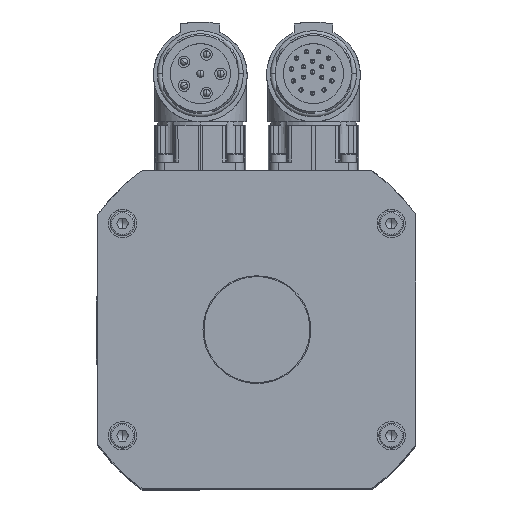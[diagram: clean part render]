
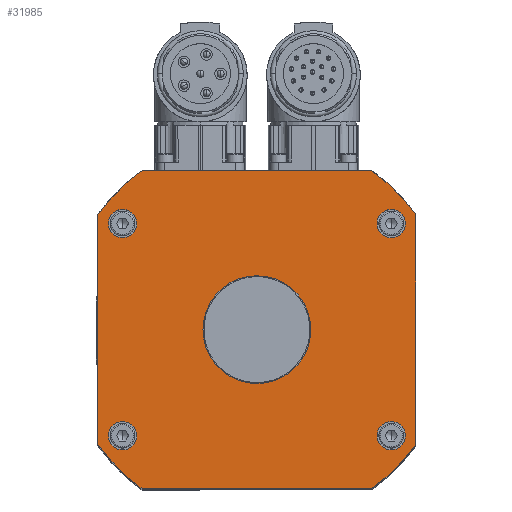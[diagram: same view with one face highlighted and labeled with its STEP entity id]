
A CAD part, top view. The second image highlights one B-rep face of the part: STEP entity #31985.
In plain terms, the highlighted planar face has unit normal (0, 0, 1).
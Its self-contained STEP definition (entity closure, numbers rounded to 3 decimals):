
#10558=CARTESIAN_POINT('',(42.,30.,194.5));
#10559=VERTEX_POINT('',#10558);
#10575=CARTESIAN_POINT('',(34.,30.,194.5));
#10576=VERTEX_POINT('',#10575);
#10583=CARTESIAN_POINT('',(38.,30.,194.5));
#10584=DIRECTION('',(0.0,0.0,-1.0));
#10585=DIRECTION('',(1.0,0.0,0.0));
#10586=AXIS2_PLACEMENT_3D('',#10583,#10584,#10585);
#10587=CIRCLE('',#10586,4.0);
#10588=EDGE_CURVE('',#10559,#10576,#10587,.T.);
#10621=CARTESIAN_POINT('',(-34.,30.,194.5));
#10622=VERTEX_POINT('',#10621);
#10638=CARTESIAN_POINT('',(-42.,30.,194.5));
#10639=VERTEX_POINT('',#10638);
#10646=CARTESIAN_POINT('',(-38.,30.,194.5));
#10647=DIRECTION('',(0.0,0.0,-1.0));
#10648=DIRECTION('',(1.0,0.0,0.0));
#10649=AXIS2_PLACEMENT_3D('',#10646,#10647,#10648);
#10650=CIRCLE('',#10649,4.0);
#10651=EDGE_CURVE('',#10622,#10639,#10650,.T.);
#10684=CARTESIAN_POINT('',(-34.,-30.,194.5));
#10685=VERTEX_POINT('',#10684);
#10701=CARTESIAN_POINT('',(-42.,-30.,194.5));
#10702=VERTEX_POINT('',#10701);
#10709=CARTESIAN_POINT('',(-38.,-30.,194.5));
#10710=DIRECTION('',(0.0,0.0,-1.0));
#10711=DIRECTION('',(1.0,0.0,0.0));
#10712=AXIS2_PLACEMENT_3D('',#10709,#10710,#10711);
#10713=CIRCLE('',#10712,4.0);
#10714=EDGE_CURVE('',#10685,#10702,#10713,.T.);
#10747=CARTESIAN_POINT('',(42.,-30.,194.5));
#10748=VERTEX_POINT('',#10747);
#10764=CARTESIAN_POINT('',(34.,-30.,194.5));
#10765=VERTEX_POINT('',#10764);
#10772=CARTESIAN_POINT('',(38.,-30.,194.5));
#10773=DIRECTION('',(0.0,0.0,-1.0));
#10774=DIRECTION('',(1.0,0.0,0.0));
#10775=AXIS2_PLACEMENT_3D('',#10772,#10773,#10774);
#10776=CIRCLE('',#10775,4.0);
#10777=EDGE_CURVE('',#10748,#10765,#10776,.T.);
#10810=CARTESIAN_POINT('',(15.25,0.,194.5));
#10811=VERTEX_POINT('',#10810);
#10827=CARTESIAN_POINT('',(-15.25,0.,194.5));
#10828=VERTEX_POINT('',#10827);
#10835=CARTESIAN_POINT('',(0.,0.,194.5));
#10836=DIRECTION('',(0.0,0.0,-1.0));
#10837=DIRECTION('',(1.0,0.0,0.0));
#10838=AXIS2_PLACEMENT_3D('',#10835,#10836,#10837);
#10839=CIRCLE('',#10838,15.25);
#10840=EDGE_CURVE('',#10811,#10828,#10839,.T.);
#31860=CARTESIAN_POINT('',(0.,0.,194.5));
#31861=DIRECTION('',(0.0,0.0,-1.0));
#31862=DIRECTION('',(0.0,1.0,0.0));
#31863=AXIS2_PLACEMENT_3D('',#31860,#31861,#31862);
#31864=PLANE('',#31863);
#31865=CARTESIAN_POINT('',(45.,-32.485,194.5));
#31866=VERTEX_POINT('',#31865);
#31867=CARTESIAN_POINT('',(32.485,-45.,194.5));
#31868=VERTEX_POINT('',#31867);
#31869=CARTESIAN_POINT('',(0.,0.,194.5));
#31870=DIRECTION('',(0.,0.,-1.));
#31871=DIRECTION('',(0.585,-0.811,0.));
#31872=AXIS2_PLACEMENT_3D('',#31869,#31870,#31871);
#31873=CIRCLE('',#31872,55.5);
#31874=EDGE_CURVE('',#31866,#31868,#31873,.T.);
#31875=ORIENTED_EDGE('',*,*,#31874,.F.);
#31876=CARTESIAN_POINT('',(45.,32.485,194.5));
#31877=VERTEX_POINT('',#31876);
#31878=CARTESIAN_POINT('',(45.,32.485,194.5));
#31879=DIRECTION('',(0.0,-1.0,0.0));
#31880=VECTOR('',#31879,64.969);
#31881=LINE('',#31878,#31880);
#31882=EDGE_CURVE('',#31877,#31866,#31881,.T.);
#31883=ORIENTED_EDGE('',*,*,#31882,.F.);
#31884=CARTESIAN_POINT('',(32.485,45.,194.5));
#31885=VERTEX_POINT('',#31884);
#31886=CARTESIAN_POINT('',(0.,0.,194.5));
#31887=DIRECTION('',(0.,0.,-1.0));
#31888=DIRECTION('',(0.811,0.585,0.));
#31889=AXIS2_PLACEMENT_3D('',#31886,#31887,#31888);
#31890=CIRCLE('',#31889,55.5);
#31891=EDGE_CURVE('',#31885,#31877,#31890,.T.);
#31892=ORIENTED_EDGE('',*,*,#31891,.F.);
#31893=CARTESIAN_POINT('',(-32.485,45.,194.5));
#31894=VERTEX_POINT('',#31893);
#31895=CARTESIAN_POINT('',(-32.485,45.,194.5));
#31896=DIRECTION('',(1.0,0.0,0.0));
#31897=VECTOR('',#31896,64.969);
#31898=LINE('',#31895,#31897);
#31899=EDGE_CURVE('',#31894,#31885,#31898,.T.);
#31900=ORIENTED_EDGE('',*,*,#31899,.F.);
#31901=CARTESIAN_POINT('',(-45.,32.485,194.5));
#31902=VERTEX_POINT('',#31901);
#31903=CARTESIAN_POINT('',(0.,0.,194.5));
#31904=DIRECTION('',(0.,0.,-1.0));
#31905=DIRECTION('',(-0.585,0.811,0.));
#31906=AXIS2_PLACEMENT_3D('',#31903,#31904,#31905);
#31907=CIRCLE('',#31906,55.5);
#31908=EDGE_CURVE('',#31902,#31894,#31907,.T.);
#31909=ORIENTED_EDGE('',*,*,#31908,.F.);
#31910=CARTESIAN_POINT('',(-45.,-32.485,194.5));
#31911=VERTEX_POINT('',#31910);
#31912=CARTESIAN_POINT('',(-45.,-32.485,194.5));
#31913=DIRECTION('',(0.0,1.0,0.0));
#31914=VECTOR('',#31913,64.969);
#31915=LINE('',#31912,#31914);
#31916=EDGE_CURVE('',#31911,#31902,#31915,.T.);
#31917=ORIENTED_EDGE('',*,*,#31916,.F.);
#31918=CARTESIAN_POINT('',(-32.485,-45.,194.5));
#31919=VERTEX_POINT('',#31918);
#31920=CARTESIAN_POINT('',(0.,0.,194.5));
#31921=DIRECTION('',(0.,0.,-1.));
#31922=DIRECTION('',(-0.811,-0.585,0.));
#31923=AXIS2_PLACEMENT_3D('',#31920,#31921,#31922);
#31924=CIRCLE('',#31923,55.5);
#31925=EDGE_CURVE('',#31919,#31911,#31924,.T.);
#31926=ORIENTED_EDGE('',*,*,#31925,.F.);
#31927=CARTESIAN_POINT('',(32.485,-45.,194.5));
#31928=DIRECTION('',(-1.0,0.0,0.0));
#31929=VECTOR('',#31928,64.969);
#31930=LINE('',#31927,#31929);
#31931=EDGE_CURVE('',#31868,#31919,#31930,.T.);
#31932=ORIENTED_EDGE('',*,*,#31931,.F.);
#31933=EDGE_LOOP('',(#31875,#31883,#31892,#31900,#31909,#31917,#31926,#31932));
#31934=FACE_OUTER_BOUND('',#31933,.T.);
#31935=ORIENTED_EDGE('',*,*,#10588,.T.);
#31936=CARTESIAN_POINT('',(38.,30.,194.5));
#31937=DIRECTION('',(0.0,0.0,-1.0));
#31938=DIRECTION('',(1.0,0.0,0.0));
#31939=AXIS2_PLACEMENT_3D('',#31936,#31937,#31938);
#31940=CIRCLE('',#31939,4.0);
#31941=EDGE_CURVE('',#10576,#10559,#31940,.T.);
#31942=ORIENTED_EDGE('',*,*,#31941,.T.);
#31943=EDGE_LOOP('',(#31935,#31942));
#31944=FACE_BOUND('',#31943,.T.);
#31945=ORIENTED_EDGE('',*,*,#10651,.T.);
#31946=CARTESIAN_POINT('',(-38.,30.,194.5));
#31947=DIRECTION('',(0.0,0.0,-1.0));
#31948=DIRECTION('',(1.0,0.0,0.0));
#31949=AXIS2_PLACEMENT_3D('',#31946,#31947,#31948);
#31950=CIRCLE('',#31949,4.0);
#31951=EDGE_CURVE('',#10639,#10622,#31950,.T.);
#31952=ORIENTED_EDGE('',*,*,#31951,.T.);
#31953=EDGE_LOOP('',(#31945,#31952));
#31954=FACE_BOUND('',#31953,.T.);
#31955=ORIENTED_EDGE('',*,*,#10714,.T.);
#31956=CARTESIAN_POINT('',(-38.,-30.,194.5));
#31957=DIRECTION('',(0.0,0.0,-1.0));
#31958=DIRECTION('',(1.0,0.0,0.0));
#31959=AXIS2_PLACEMENT_3D('',#31956,#31957,#31958);
#31960=CIRCLE('',#31959,4.0);
#31961=EDGE_CURVE('',#10702,#10685,#31960,.T.);
#31962=ORIENTED_EDGE('',*,*,#31961,.T.);
#31963=EDGE_LOOP('',(#31955,#31962));
#31964=FACE_BOUND('',#31963,.T.);
#31965=ORIENTED_EDGE('',*,*,#10777,.T.);
#31966=CARTESIAN_POINT('',(38.,-30.,194.5));
#31967=DIRECTION('',(0.0,0.0,-1.0));
#31968=DIRECTION('',(1.0,0.0,0.0));
#31969=AXIS2_PLACEMENT_3D('',#31966,#31967,#31968);
#31970=CIRCLE('',#31969,4.0);
#31971=EDGE_CURVE('',#10765,#10748,#31970,.T.);
#31972=ORIENTED_EDGE('',*,*,#31971,.T.);
#31973=EDGE_LOOP('',(#31965,#31972));
#31974=FACE_BOUND('',#31973,.T.);
#31975=ORIENTED_EDGE('',*,*,#10840,.T.);
#31976=CARTESIAN_POINT('',(0.,0.,194.5));
#31977=DIRECTION('',(0.0,0.0,-1.0));
#31978=DIRECTION('',(1.0,0.0,0.0));
#31979=AXIS2_PLACEMENT_3D('',#31976,#31977,#31978);
#31980=CIRCLE('',#31979,15.25);
#31981=EDGE_CURVE('',#10828,#10811,#31980,.T.);
#31982=ORIENTED_EDGE('',*,*,#31981,.T.);
#31983=EDGE_LOOP('',(#31975,#31982));
#31984=FACE_BOUND('',#31983,.T.);
#31985=ADVANCED_FACE('',(#31934,#31944,#31954,#31964,#31974,#31984),#31864,.F.);
